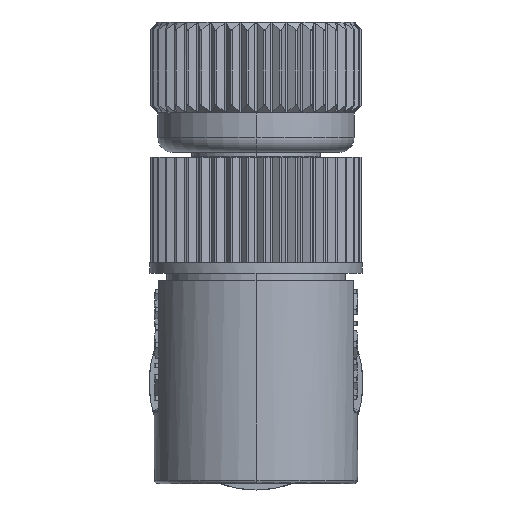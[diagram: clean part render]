
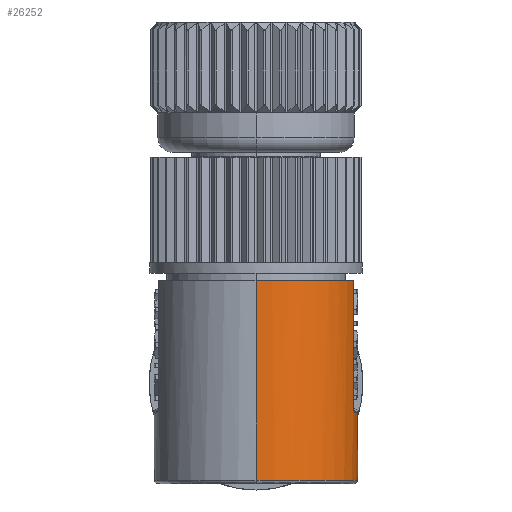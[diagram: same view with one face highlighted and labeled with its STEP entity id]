
A CAD part, front view. The second image highlights one B-rep face of the part: STEP entity #26252.
In plain terms, the highlighted cylindrical face has radius 5.7 mm (diameter 11.4 mm), a partial arc.
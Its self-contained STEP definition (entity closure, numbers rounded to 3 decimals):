
#9146=CARTESIAN_POINT('',(0.,0.,-6.9));
#9147=DIRECTION('',(0.,0.,-1.));
#9148=DIRECTION('',(0.957,-0.289,0.));
#9149=AXIS2_PLACEMENT_3D('',#9146,#9147,#9148);
#9189=CARTESIAN_POINT('',(0.,0.,-6.9));
#9190=DIRECTION('',(0.,0.,-1.));
#9191=DIRECTION('',(0.,1.,0.));
#9192=AXIS2_PLACEMENT_3D('',#9189,#9190,#9191);
#9427=DIRECTION('',(0.,0.,-1.));
#9428=VECTOR('',#9427,7.);
#9429=CARTESIAN_POINT('',(5.456,-1.649,-6.9));
#9430=LINE('',#9429,#9428);
#9431=CARTESIAN_POINT('',(5.456,-1.649,
-13.9));
#9432=CARTESIAN_POINT('',(5.456,-1.649,
-13.947));
#9433=CARTESIAN_POINT('',(5.461,-1.633,
-14.033));
#9434=CARTESIAN_POINT('',(5.477,-1.578,
-14.14));
#9435=CARTESIAN_POINT('',(5.503,-1.489,
-14.229));
#9436=CARTESIAN_POINT('',(5.532,-1.375,
-14.287));
#9437=CARTESIAN_POINT('',(5.552,-1.292,
-14.3));
#9438=CARTESIAN_POINT('',(5.562,-1.249,
-14.3));
#9440=CARTESIAN_POINT('',(5.562,1.249,-14.3));
#9441=CARTESIAN_POINT('',(5.551,1.298,-14.3));
#9442=CARTESIAN_POINT('',(5.529,1.387,-14.282));
#9443=CARTESIAN_POINT('',(5.502,1.489,-14.23));
#9444=CARTESIAN_POINT('',(5.475,1.588,-14.127));
#9445=CARTESIAN_POINT('',(5.461,1.635,-14.026));
#9446=CARTESIAN_POINT('',(5.456,1.649,-13.944));
#9447=CARTESIAN_POINT('',(5.456,1.649,-13.9));
#9449=DIRECTION('',(0.,0.,1.));
#9450=VECTOR('',#9449,7.);
#9451=CARTESIAN_POINT('',(5.456,1.649,-13.9));
#9452=LINE('',#9451,#9450);
#9453=CARTESIAN_POINT('',(0.,5.7,-18.05));
#9454=CARTESIAN_POINT('',(0.116,5.7,
-18.05));
#9455=CARTESIAN_POINT('',(0.351,5.693,
-18.042));
#9456=CARTESIAN_POINT('',(0.706,5.66,
-18.003));
#9457=CARTESIAN_POINT('',(1.064,5.604,-17.937));
#9458=CARTESIAN_POINT('',(1.423,5.524,-17.843));
#9459=CARTESIAN_POINT('',(1.783,5.418,-17.719));
#9460=CARTESIAN_POINT('',(2.142,5.287,-17.562));
#9461=CARTESIAN_POINT('',(2.502,5.127,-17.371));
#9462=CARTESIAN_POINT('',(2.859,4.937,-17.141));
#9463=CARTESIAN_POINT('',(3.211,4.716,-16.87));
#9464=CARTESIAN_POINT('',(3.552,4.465,-16.557));
#9465=CARTESIAN_POINT('',(3.877,4.186,-16.198));
#9466=CARTESIAN_POINT('',(4.18,3.883,-15.796));
#9467=CARTESIAN_POINT('',(4.448,3.572,-15.357));
#9468=CARTESIAN_POINT('',(4.661,3.286,-14.922));
#9469=CARTESIAN_POINT('',(4.822,3.043,-14.509));
#9470=CARTESIAN_POINT('',(4.938,2.85,-14.131));
#9471=CARTESIAN_POINT('',(5.018,2.704,-13.787));
#9472=CARTESIAN_POINT('',(5.073,2.6,-13.474));
#9473=CARTESIAN_POINT('',(5.107,2.532,-13.186));
#9474=CARTESIAN_POINT('',(5.126,2.493,-12.914));
#9475=CARTESIAN_POINT('',(5.132,2.48,-12.651));
#9476=CARTESIAN_POINT('',(5.126,2.493,-12.389));
#9477=CARTESIAN_POINT('',(5.107,2.531,-12.118));
#9478=CARTESIAN_POINT('',(5.073,2.599,-11.83));
#9479=CARTESIAN_POINT('',(5.019,2.703,-11.516));
#9480=CARTESIAN_POINT('',(4.938,2.849,-11.171));
#9481=CARTESIAN_POINT('',(4.823,3.041,-10.796));
#9482=CARTESIAN_POINT('',(4.664,3.282,-10.384));
#9483=CARTESIAN_POINT('',(4.447,3.572,-9.942));
#9484=CARTESIAN_POINT('',(4.181,3.882,-9.506));
#9485=CARTESIAN_POINT('',(3.878,4.185,-9.103));
#9486=CARTESIAN_POINT('',(3.552,4.465,-8.744));
#9487=CARTESIAN_POINT('',(3.211,4.716,-8.43));
#9488=CARTESIAN_POINT('',(2.86,4.936,-8.159));
#9489=CARTESIAN_POINT('',(2.502,5.126,-7.929));
#9490=CARTESIAN_POINT('',(2.143,5.287,-7.738));
#9491=CARTESIAN_POINT('',(1.783,5.418,-7.581));
#9492=CARTESIAN_POINT('',(1.423,5.524,-7.457));
#9493=CARTESIAN_POINT('',(1.064,5.604,-7.363));
#9494=CARTESIAN_POINT('',(0.706,5.66,
-7.297));
#9495=CARTESIAN_POINT('',(0.351,5.693,
-7.258));
#9496=CARTESIAN_POINT('',(0.117,5.7,
-7.25));
#9497=CARTESIAN_POINT('',(0.,5.7,-7.25));
#9505=CARTESIAN_POINT('',(0.,5.7,-7.25));
#9549=CARTESIAN_POINT('',(0.,5.7,-18.05));
#9557=DIRECTION('',(0.,0.,1.));
#9558=VECTOR('',#9557,0.35);
#9559=CARTESIAN_POINT('',(0.,5.7,-7.25));
#9560=LINE('',#9559,#9558);
#9587=DIRECTION('',(0.,0.,-1.));
#9588=VECTOR('',#9587,11.2);
#9589=CARTESIAN_POINT('',(0.,-5.7,-6.9));
#9590=LINE('',#9589,#9588);
#9591=DIRECTION('',(0.,0.,1.));
#9592=VECTOR('',#9591,0.05);
#9593=CARTESIAN_POINT('',(0.,5.7,-18.1));
#9594=LINE('',#9593,#9592);
#10538=CARTESIAN_POINT('',(0.,0.,-18.1));
#10539=DIRECTION('',(0.,0.,1.));
#10540=DIRECTION('',(0.,-1.,0.));
#10541=AXIS2_PLACEMENT_3D('',#10538,#10539,#10540);
#10543=CARTESIAN_POINT('',(0.,0.,-18.1));
#10544=DIRECTION('',(0.,0.,1.));
#10545=DIRECTION('',(0.009,-1.,0.));
#10546=AXIS2_PLACEMENT_3D('',#10543,#10544,#10545);
#13535=CARTESIAN_POINT('',(0.,0.,-14.3));
#13536=DIRECTION('',(0.,0.,-1.));
#13537=DIRECTION('',(0.976,0.219,0.));
#13538=AXIS2_PLACEMENT_3D('',#13535,#13536,#13537);
#14567=VERTEX_POINT('',#9505);
#14568=VERTEX_POINT('',#9549);
#14569=CARTESIAN_POINT('',(0.,5.7,-6.9));
#14570=VERTEX_POINT('',#14569);
#14583=CARTESIAN_POINT('',(0.,-5.7,-6.9));
#14584=VERTEX_POINT('',#14583);
#14585=CARTESIAN_POINT('',(0.,-5.7,-18.1));
#14586=VERTEX_POINT('',#14585);
#14591=CARTESIAN_POINT('',(0.,5.7,-18.1));
#14592=VERTEX_POINT('',#14591);
#14593=CARTESIAN_POINT('',(0.052,-5.7,-18.1));
#14594=VERTEX_POINT('',#14593);
#14595=CARTESIAN_POINT('',(5.456,-1.649,-6.9));
#14596=VERTEX_POINT('',#14595);
#14597=CARTESIAN_POINT('',(5.456,-1.649,
-13.9));
#14598=VERTEX_POINT('',#14597);
#14599=VERTEX_POINT('',#9438);
#14600=CARTESIAN_POINT('',(5.562,1.249,-14.3));
#14601=VERTEX_POINT('',#14600);
#14602=VERTEX_POINT('',#9447);
#14603=CARTESIAN_POINT('',(5.456,1.649,-6.9));
#14604=VERTEX_POINT('',#14603);
#26223=CARTESIAN_POINT('',(0.,0.,-14.1));
#26224=DIRECTION('',(0.,0.,-1.));
#26225=DIRECTION('',(0.,-1.,0.));
#26226=AXIS2_PLACEMENT_3D('',#26223,#26224,#26225);
#26227=CYLINDRICAL_SURFACE('',#26226,5.7);
#26229=ORIENTED_EDGE('',*,*,#26228,.F.);
#26231=ORIENTED_EDGE('',*,*,#26230,.F.);
#26233=ORIENTED_EDGE('',*,*,#26232,.F.);
#26235=ORIENTED_EDGE('',*,*,#26234,.F.);
#26237=ORIENTED_EDGE('',*,*,#26236,.F.);
#26238=ORIENTED_EDGE('',*,*,#25995,.F.);
#26239=ORIENTED_EDGE('',*,*,#26040,.T.);
#26240=ORIENTED_EDGE('',*,*,#26214,.T.);
#26242=ORIENTED_EDGE('',*,*,#26241,.F.);
#26244=ORIENTED_EDGE('',*,*,#26243,.T.);
#26246=ORIENTED_EDGE('',*,*,#26245,.T.);
#26247=ORIENTED_EDGE('',*,*,#26013,.F.);
#26249=ORIENTED_EDGE('',*,*,#26248,.F.);
#26250=EDGE_LOOP('',(#26229,#26231,#26233,#26235,#26237,#26238,#26239,#26240,
#26242,#26244,#26246,#26247,#26249));
#26251=FACE_OUTER_BOUND('',#26250,.F.);
#26252=ADVANCED_FACE('',(#26251),#26227,.T.);
#9150=CIRCLE('',#9149,5.7);
#9193=CIRCLE('',#9192,5.7);
#9439=B_SPLINE_CURVE_WITH_KNOTS('',3,(#9431,#9432,#9433,#9434,#9435,#9436,#9437,
#9438),.UNSPECIFIED.,.F.,.F.,(4,1,1,1,1,4),(0.,0.2,0.4,0.6,0.8,1.),
.UNSPECIFIED.);
#9448=B_SPLINE_CURVE_WITH_KNOTS('',3,(#9440,#9441,#9442,#9443,#9444,#9445,#9446,
#9447),.UNSPECIFIED.,.F.,.F.,(4,1,1,1,1,4),(0.,0.2,0.4,0.6,0.8,1.),
.UNSPECIFIED.);
#9498=B_SPLINE_CURVE_WITH_KNOTS('',3,(#9453,#9454,#9455,#9456,#9457,#9458,#9459,
#9460,#9461,#9462,#9463,#9464,#9465,#9466,#9467,#9468,#9469,#9470,#9471,#9472,
#9473,#9474,#9475,#9476,#9477,#9478,#9479,#9480,#9481,#9482,#9483,#9484,#9485,
#9486,#9487,#9488,#9489,#9490,#9491,#9492,#9493,#9494,#9495,#9496,#9497),
.UNSPECIFIED.,.F.,.F.,(4,1,1,1,1,1,1,1,1,1,1,1,1,1,1,1,1,1,1,1,1,1,1,1,1,1,1,1,
1,1,1,1,1,1,1,1,1,1,1,1,1,1,4),(0.,0.024,0.048,
0.071,0.095,0.119,0.143,
0.167,0.19,0.214,0.238,
0.262,0.286,0.31,0.333,
0.357,0.381,0.405,0.429,
0.452,0.476,0.5,0.524,0.548,
0.571,0.595,0.619,0.643,
0.667,0.69,0.714,0.738,
0.762,0.786,0.81,0.833,
0.857,0.881,0.905,0.929,
0.952,0.976,1.),.UNSPECIFIED.);
#10542=CIRCLE('',#10541,5.7);
#10547=CIRCLE('',#10546,5.7);
#13539=CIRCLE('',#13538,5.7);
#25995=EDGE_CURVE('',#14596,#14584,#9150,.T.);
#26013=EDGE_CURVE('',#14570,#14604,#9193,.T.);
#26040=EDGE_CURVE('',#14596,#14598,#9430,.T.);
#26214=EDGE_CURVE('',#14598,#14599,#9439,.T.);
#26228=EDGE_CURVE('',#14568,#14567,#9498,.T.);
#26230=EDGE_CURVE('',#14592,#14568,#9594,.T.);
#26232=EDGE_CURVE('',#14594,#14592,#10547,.T.);
#26234=EDGE_CURVE('',#14586,#14594,#10542,.T.);
#26236=EDGE_CURVE('',#14584,#14586,#9590,.T.);
#26241=EDGE_CURVE('',#14601,#14599,#13539,.T.);
#26243=EDGE_CURVE('',#14601,#14602,#9448,.T.);
#26245=EDGE_CURVE('',#14602,#14604,#9452,.T.);
#26248=EDGE_CURVE('',#14567,#14570,#9560,.T.);
